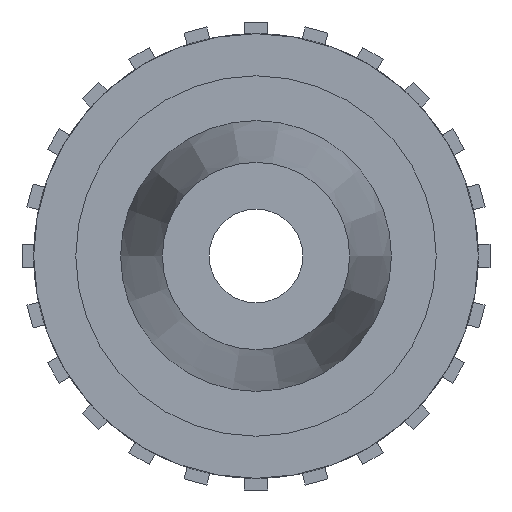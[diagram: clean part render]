
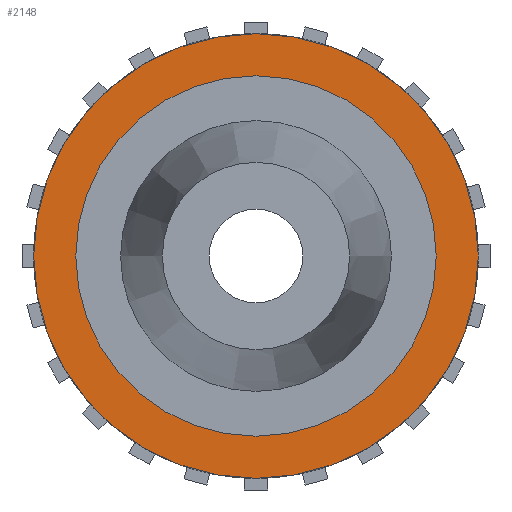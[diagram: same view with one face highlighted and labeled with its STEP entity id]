
A CAD part, front view. The second image highlights one B-rep face of the part: STEP entity #2148.
In plain terms, the highlighted planar face has unit normal (0, -1, 0).
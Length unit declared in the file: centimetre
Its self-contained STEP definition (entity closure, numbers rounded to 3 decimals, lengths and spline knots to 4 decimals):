
#684=PLANE('',#2288);
#789=VERTEX_POINT('',#2904);
#886=VERTEX_POINT('',#3287);
#915=CIRCLE('',#2185,0.475);
#920=CIRCLE('',#2287,0.385);
#1028=EDGE_CURVE('',#789,#789,#915,.T.);
#1217=EDGE_CURVE('',#886,#886,#920,.T.);
#1713=ORIENTED_EDGE('',*,*,#1028,.F.);
#1714=ORIENTED_EDGE('',*,*,#1217,.T.);
#1924=EDGE_LOOP('',(#1713));
#1925=EDGE_LOOP('',(#1714));
#2040=FACE_BOUND('',#1924,.T.);
#2041=FACE_BOUND('',#1925,.T.);
#2148=ADVANCED_FACE('',(#2040,#2041),#684,.T.);
#2185=AXIS2_PLACEMENT_3D('',#2903,#2411,#2412);
#2287=AXIS2_PLACEMENT_3D('',#3286,#2705,#2706);
#2288=AXIS2_PLACEMENT_3D('',#3288,#2707,$);
#2411=DIRECTION('',(0.,1.,0.));
#2412=DIRECTION('',(0.475,0.,0.));
#2705=DIRECTION('',(0.,1.,0.));
#2706=DIRECTION('',(0.385,0.,0.));
#2707=DIRECTION('',(0.,-1.,0.));
#2903=CARTESIAN_POINT('',(0.,-1.34,0.));
#2904=CARTESIAN_POINT('',(0.475,-1.34,0.));
#3286=CARTESIAN_POINT('',(0.,-1.34,0.));
#3287=CARTESIAN_POINT('',(0.385,-1.34,0.));
#3288=CARTESIAN_POINT('',(0.43,-1.34,0.));
